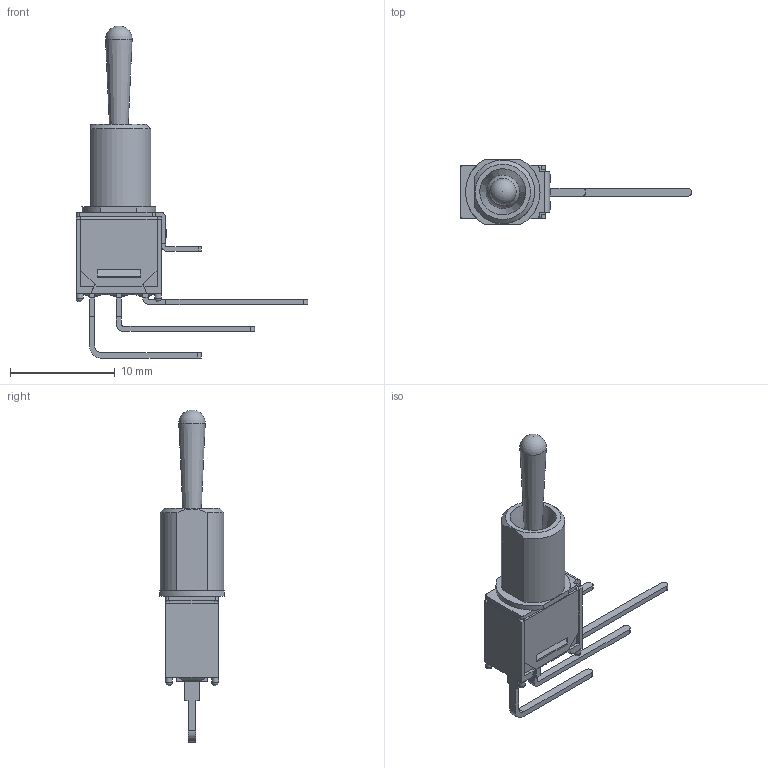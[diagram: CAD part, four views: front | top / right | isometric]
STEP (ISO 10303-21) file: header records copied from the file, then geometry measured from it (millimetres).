
FILE_DESCRIPTION(/* description */ (''),/* implementation_level */ '2;1');
FILE_NAME(/* name */ '200MSPxT1B6M7xE.stp',/* time_stamp */ '2026-01-21T19:07:15-06:00',/* author */ ('jmeyers'),/* organization */ (''),/* preprocessor_version */ 'ST-DEVELOPER v18.1',/* originating_system */ 'Autodesk Inventor 2022',/* authorisation */ '');
FILE_SCHEMA (('AUTOMOTIVE_DESIGN { 1 0 10303 214 3 1 1 }'));
Length unit declared in the file: inch
Products named in the file (1): Part24
Bounding box: 22.1 x 6.2 x 31.69 mm (x, y, z)
Volume: 443.8 mm3; surface area: 1109.4 mm2
Topology: 1 solids, 3 shells, 198 faces, 544 edges, 347 vertices
Faces by surface type: plane 150, cylinder 33, sphere 7, cone 6, bspline 2
Full cylindrical faces by diameter (mm): 0.65 x4
Entity records: 6334 total; most frequent: CARTESIAN_POINT 1226, ORIENTED_EDGE 1076, DIRECTION 1025, EDGE_CURVE 538, LINE 427, VECTOR 427, VERTEX_POINT 347, AXIS2_PLACEMENT_3D 299
